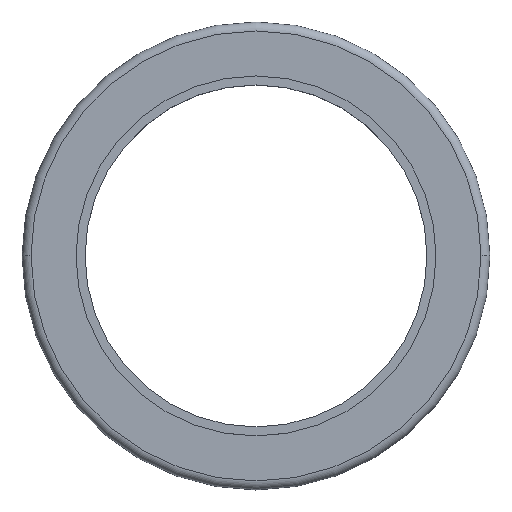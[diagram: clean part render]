
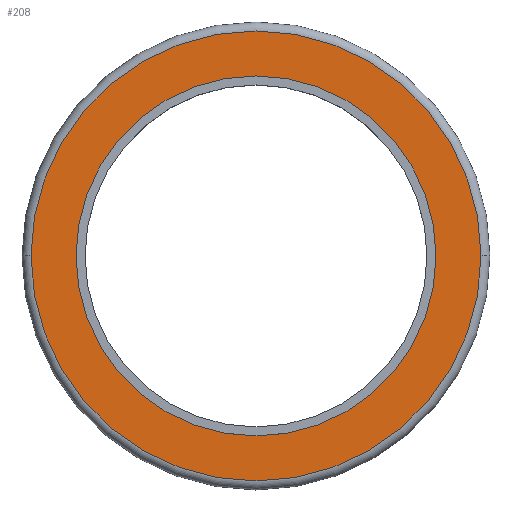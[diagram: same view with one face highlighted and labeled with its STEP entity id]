
A CAD part, top view. The second image highlights one B-rep face of the part: STEP entity #208.
In plain terms, the highlighted planar face has unit normal (0, 0, 1).
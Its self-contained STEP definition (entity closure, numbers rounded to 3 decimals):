
#13 = CARTESIAN_POINT ( 'NONE',  ( -25., -65., -1.5 ) ) ;
#45 = VERTEX_POINT ( 'NONE', #245 ) ;
#47 = DIRECTION ( 'NONE',  ( 0., 0., 1. ) ) ;
#69 = DIRECTION ( 'NONE',  ( 0., 0., -1. ) ) ;
#83 = VERTEX_POINT ( 'NONE', #157 ) ;
#89 = EDGE_CURVE ( 'NONE', #83, #292, #100, .T. ) ;
#95 = FACE_BOUND ( 'NONE', #210, .T. ) ;
#100 = CIRCLE ( 'NONE', #438, 20. ) ;
#103 = ORIENTED_EDGE ( 'NONE', *, *, #136, .T. ) ;
#136 = EDGE_CURVE ( 'NONE', #45, #301, #183, .T. ) ;
#142 = CARTESIAN_POINT ( 'NONE',  ( 0., -65., -1.5 ) ) ;
#157 = CARTESIAN_POINT ( 'NONE',  ( 20., -65., -1.5 ) ) ;
#164 = CARTESIAN_POINT ( 'NONE',  ( 0., -65., -1.5 ) ) ;
#183 = CIRCLE ( 'NONE', #387, 25. ) ;
#200 = EDGE_LOOP ( 'NONE', ( #335, #103 ) ) ;
#206 = DIRECTION ( 'NONE',  ( -1., 0., 0. ) ) ;
#208 = ADVANCED_FACE ( 'NONE', ( #494, #95 ), #322, .F. ) ;
#209 = CARTESIAN_POINT ( 'NONE',  ( -20., -65., -1.5 ) ) ;
#210 = EDGE_LOOP ( 'NONE', ( #418, #460 ) ) ;
#237 = DIRECTION ( 'NONE',  ( 0., 0., -1. ) ) ;
#245 = CARTESIAN_POINT ( 'NONE',  ( 25., -65., -1.5 ) ) ;
#247 = EDGE_CURVE ( 'NONE', #301, #45, #288, .T. ) ;
#270 = CARTESIAN_POINT ( 'NONE',  ( 0., -65., -1.5 ) ) ;
#288 = CIRCLE ( 'NONE', #296, 25. ) ;
#292 = VERTEX_POINT ( 'NONE', #209 ) ;
#296 = AXIS2_PLACEMENT_3D ( 'NONE', #142, #435, #358 ) ;
#301 = VERTEX_POINT ( 'NONE', #13 ) ;
#312 = EDGE_CURVE ( 'NONE', #292, #83, #462, .T. ) ;
#322 = PLANE ( 'NONE',  #489 ) ;
#335 = ORIENTED_EDGE ( 'NONE', *, *, #247, .T. ) ;
#350 = DIRECTION ( 'NONE',  ( -1., 0., 0. ) ) ;
#358 = DIRECTION ( 'NONE',  ( -1., 0., 0. ) ) ;
#387 = AXIS2_PLACEMENT_3D ( 'NONE', #164, #47, #423 ) ;
#418 = ORIENTED_EDGE ( 'NONE', *, *, #312, .T. ) ;
#423 = DIRECTION ( 'NONE',  ( -1., 0., 0. ) ) ;
#435 = DIRECTION ( 'NONE',  ( 0., 0., 1. ) ) ;
#438 = AXIS2_PLACEMENT_3D ( 'NONE', #455, #237, #206 ) ;
#442 = DIRECTION ( 'NONE',  ( -1., 0., 0. ) ) ;
#455 = CARTESIAN_POINT ( 'NONE',  ( 0., -65., -1.5 ) ) ;
#460 = ORIENTED_EDGE ( 'NONE', *, *, #89, .T. ) ;
#462 = CIRCLE ( 'NONE', #474, 20. ) ;
#468 = DIRECTION ( 'NONE',  ( 0., 0., -1. ) ) ;
#474 = AXIS2_PLACEMENT_3D ( 'NONE', #270, #468, #350 ) ;
#476 = CARTESIAN_POINT ( 'NONE',  ( 0., -65., -1.5 ) ) ;
#489 = AXIS2_PLACEMENT_3D ( 'NONE', #476, #69, #442 ) ;
#494 = FACE_OUTER_BOUND ( 'NONE', #200, .T. ) ;
